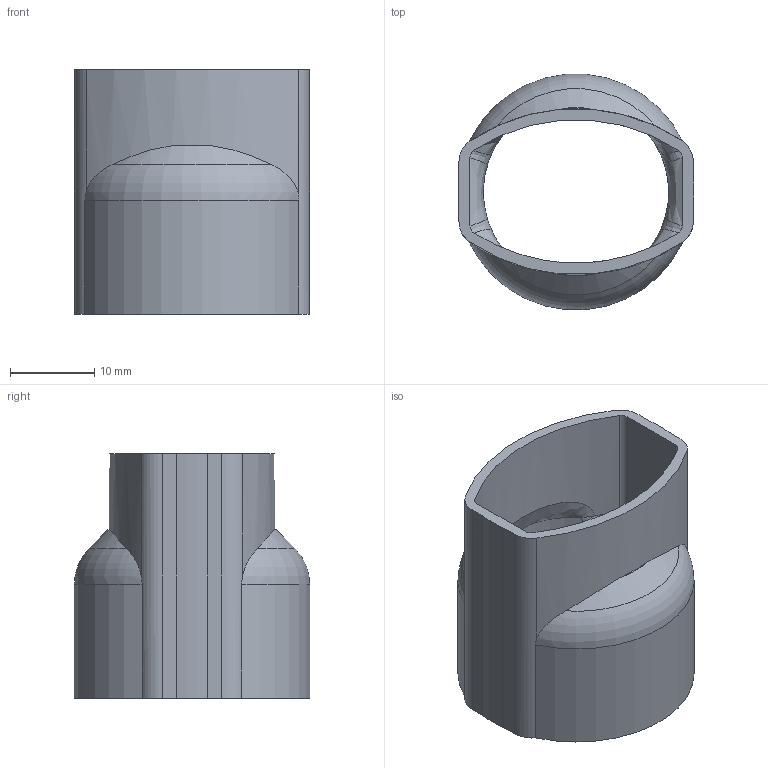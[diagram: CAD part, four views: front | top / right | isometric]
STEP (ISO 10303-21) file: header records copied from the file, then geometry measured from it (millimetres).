
FILE_DESCRIPTION(/* description */ (''),/* implementation_level */ '2;1');
FILE_NAME(/* name */ 'Pieza respirador 1.4.stp',/* time_stamp */ '2020-03-24T20:03:40+01:00',/* author */ (''),/* organization */ (''),/* preprocessor_version */ 'ST-DEVELOPER v15.2',/* originating_system */ 'Autodesk Translator Framework v2.0.0.5431',/* authorisation */ '');
FILE_SCHEMA (('AUTOMOTIVE_DESIGN { 1 0 10303 214 3 1 1 }'));
Length unit declared in the file: centimetre
Products named in the file (1): version 1.3 modificada
Bounding box: 27.98 x 27.9 x 29 mm (x, y, z)
Volume: 5227.5 mm3; surface area: 4939.9 mm2
Topology: 1 solids, 1 shells, 49 faces, 135 edges, 82 vertices
Faces by surface type: cylinder 18, bspline 16, plane 11, torus 2, cone 2
Full cylindrical faces by diameter (mm): 22 x1
Entity records: 2106 total; most frequent: CARTESIAN_POINT 943, ORIENTED_EDGE 254, DIRECTION 220, EDGE_CURVE 127, AXIS2_PLACEMENT_3D 91, VERTEX_POINT 81, CIRCLE 57, EDGE_LOOP 52
